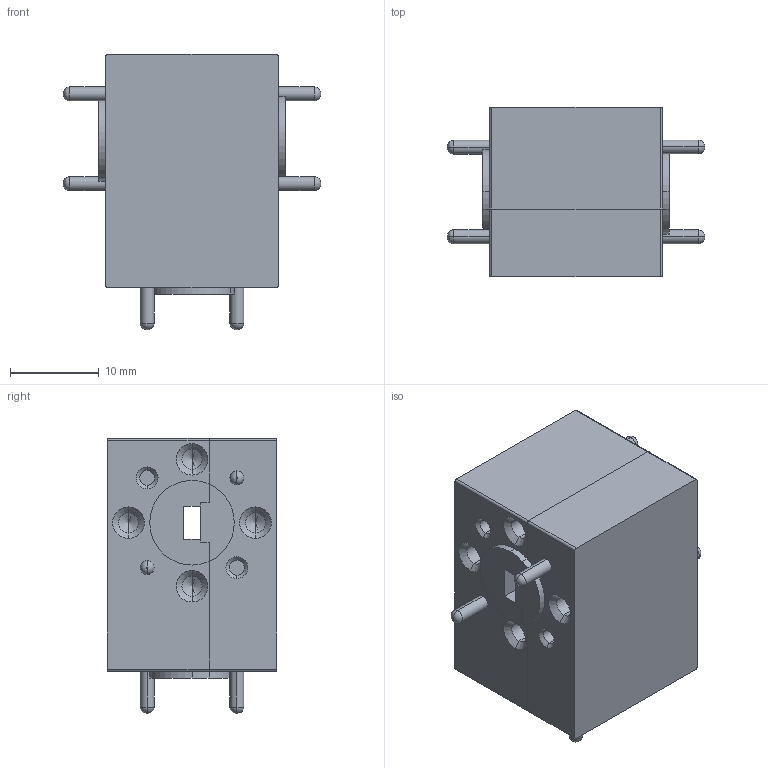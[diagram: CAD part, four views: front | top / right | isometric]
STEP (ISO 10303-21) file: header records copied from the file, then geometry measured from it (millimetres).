
FILE_DESCRIPTION (( 'STEP AP214' ), '1' );
FILE_NAME ('FM-W15CR001_3D.step', '2023-03-08T20:48:43', ( '' ), ( '' ), 'SwSTEP 2.0', 'SolidWorks 2022', '' );
FILE_SCHEMA (( 'AUTOMOTIVE_DESIGN' ));
Length unit declared in the file: inch
Products named in the file (1): FM-W15CR001_3D
Bounding box: 29 x 19.1 x 31 mm (x, y, z)
Volume: 9203.8 mm3; surface area: 4305.9 mm2
Topology: 1 solids, 1 shells, 382 faces, 955 edges, 590 vertices
Faces by surface type: plane 186, cylinder 106, cone 60, torus 30
Entity records: 11647 total; most frequent: CARTESIAN_POINT 2228, DIRECTION 1929, ORIENTED_EDGE 1862, EDGE_CURVE 931, AXIS2_PLACEMENT_3D 723, VERTEX_POINT 590, LINE 483, VECTOR 483
